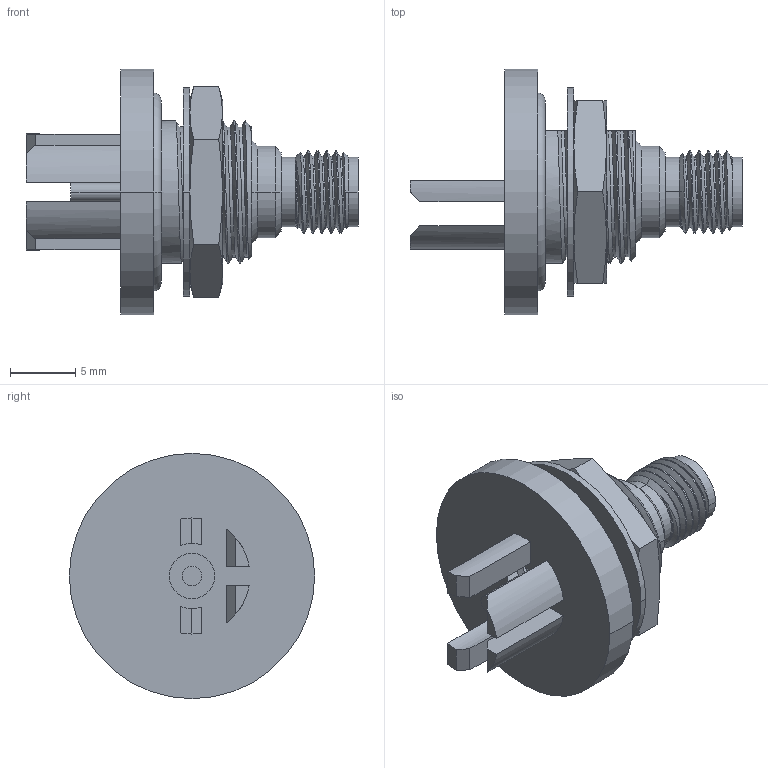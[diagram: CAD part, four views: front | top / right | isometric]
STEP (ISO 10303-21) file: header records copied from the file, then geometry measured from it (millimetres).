
FILE_DESCRIPTION((''),'2;1');
FILE_NAME('901-10387_SW0001','2012-11-08T',('Gopimuralidharan'),(''),'PRO/ENGINEER BY PARAMETRIC TECHNOLOGY CORPORATION, 2010100','PRO/ENGINEER BY PARAMETRIC TECHNOLOGY CORPORATION, 2010100','');
FILE_SCHEMA(('CONFIG_CONTROL_DESIGN'));
Length unit declared in the file: millimetre
Products named in the file (1): 901-10387_SW0001
Bounding box: 25.44 x 18.8 x 18.8 mm (x, y, z)
Surface area: 2065 mm2 (no closed solid volume)
Topology: 0 solids, 9 shells, 143 faces, 442 edges, 308 vertices
Faces by surface type: cylinder 43, plane 37, bspline 32, cone 27, torus 4
Entity records: 14424 total; most frequent: CARTESIAN_POINT 10831, ORIENTED_EDGE 766, DIRECTION 604, EDGE_CURVE 442, VERTEX_POINT 308, AXIS2_PLACEMENT_3D 226, B_SPLINE_CURVE_WITH_KNOTS 175, EDGE_LOOP 158
